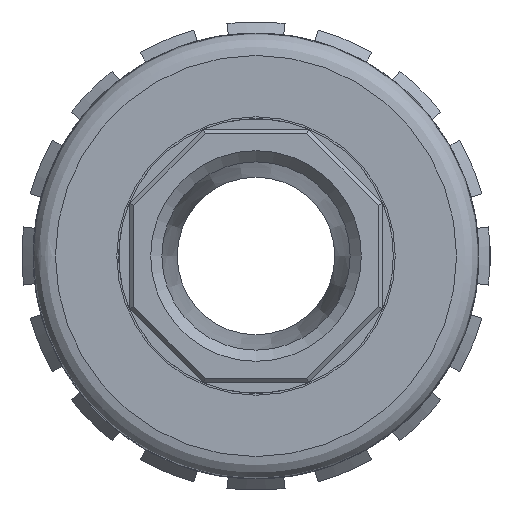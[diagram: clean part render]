
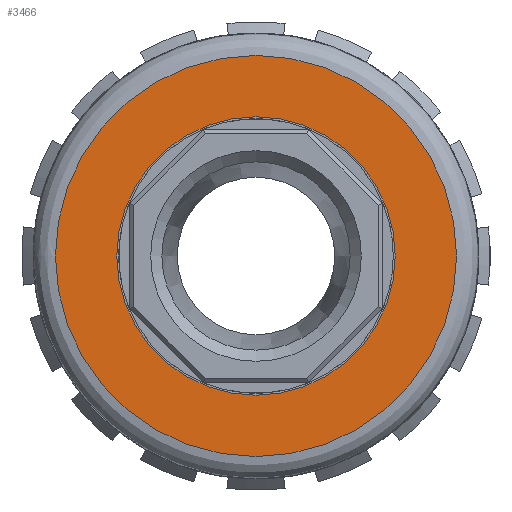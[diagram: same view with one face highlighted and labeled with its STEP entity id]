
A CAD part, front view. The second image highlights one B-rep face of the part: STEP entity #3466.
In plain terms, the highlighted free-form (B-spline) face has degree [1, 1] with [2, 2] control points.
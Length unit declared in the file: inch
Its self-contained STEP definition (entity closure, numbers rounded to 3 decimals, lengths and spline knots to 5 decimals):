
#3435=CARTESIAN_POINT('',(11.36511,-1.11836,2.65975));
#3436=VERTEX_POINT('',#3435);
#3437=CARTESIAN_POINT('',(10.74411,-1.11836,2.65975));
#3438=DIRECTION('',(0.0,0.0,-1.0));
#3439=DIRECTION('',(-1.0,0.0,0.0));
#3440=AXIS2_PLACEMENT_3D('',#3437,#3438,#3439);
#3441=CIRCLE('',#3440,0.621);
#3442=EDGE_CURVE('',#3436,#3436,#3441,.T.);
#3447=CARTESIAN_POINT('',(9.84911,-0.22336,2.65975));
#3448=CARTESIAN_POINT('',(11.63911,-0.22336,2.65975));
#3449=CARTESIAN_POINT('',(9.84911,-2.01336,2.65975));
#3450=CARTESIAN_POINT('',(11.63911,-2.01336,2.65975));
#3451=B_SPLINE_SURFACE_WITH_KNOTS('',1,1,((#3447,#3449),(#3448,#3450)),.UNSPECIFIED.,.F.,.F.,.U.,(2,2),(2,2),(0.0,1.79),(0.0,1.79),.UNSPECIFIED.);
#3452=CARTESIAN_POINT('',(11.63911,-1.11836,2.65975));
#3453=VERTEX_POINT('',#3452);
#3454=CARTESIAN_POINT('',(10.74411,-1.11836,2.65975));
#3455=DIRECTION('',(0.0,0.0,-1.0));
#3456=DIRECTION('',(-1.0,0.0,0.0));
#3457=AXIS2_PLACEMENT_3D('',#3454,#3455,#3456);
#3458=CIRCLE('',#3457,0.895);
#3459=EDGE_CURVE('',#3453,#3453,#3458,.T.);
#3460=ORIENTED_EDGE('',*,*,#3459,.T.);
#3461=EDGE_LOOP('',(#3460));
#3462=FACE_OUTER_BOUND('',#3461,.T.);
#3463=ORIENTED_EDGE('',*,*,#3442,.F.);
#3464=EDGE_LOOP('',(#3463));
#3465=FACE_BOUND('',#3464,.T.);
#3466=ADVANCED_FACE('',(#3462,#3465),#3451,.T.);
